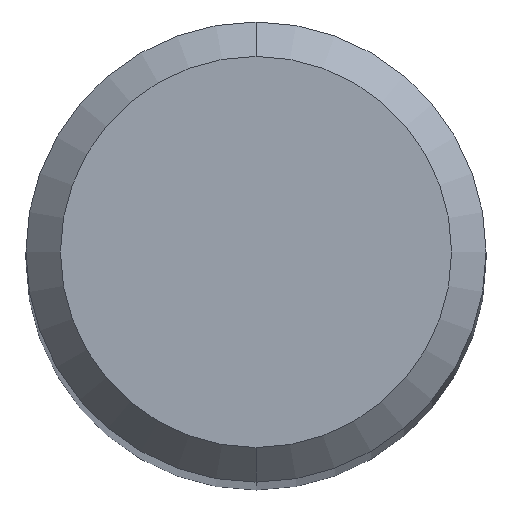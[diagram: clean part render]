
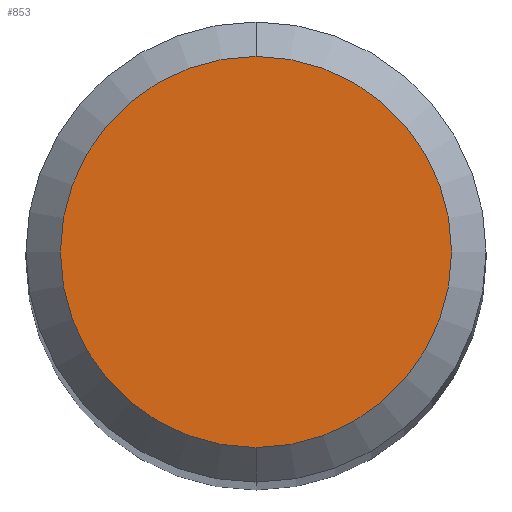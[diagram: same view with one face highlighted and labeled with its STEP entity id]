
A CAD part, top view. The second image highlights one B-rep face of the part: STEP entity #853.
In plain terms, the highlighted planar face has unit normal (0, 0, 1).
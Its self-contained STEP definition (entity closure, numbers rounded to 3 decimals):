
#513=VERTEX_POINT('',#1346);
#689=EDGE_CURVE('',#873,#513,#1540,.T.);
#853=ADVANCED_FACE('',(#1718),#1719,.T.);
#873=VERTEX_POINT('',#1740);
#1079=EDGE_CURVE('',#513,#873,#1962,.T.);
#1346=CARTESIAN_POINT('',(0.,-1.7,0.0));
#1540=CIRCLE('',#3315,1.7);
#1718=FACE_OUTER_BOUND('',#3860,.T.);
#1719=PLANE('',#3861);
#1740=CARTESIAN_POINT('',(0.0,1.7,0.0));
#1962=CIRCLE('',#5035,1.7);
#3315=AXIS2_PLACEMENT_3D('',#6004,#6005,#6006);
#3860=EDGE_LOOP('',(#6199,#6200));
#3861=AXIS2_PLACEMENT_3D('',#6201,#6202,#6203);
#5035=AXIS2_PLACEMENT_3D('',#6412,#6413,#6414);
#6004=CARTESIAN_POINT('',(0.0,0.0,0.0));
#6005=DIRECTION('',(0.0,0.0,-1.0));
#6006=DIRECTION('',(0.0,1.0,0.0));
#6199=ORIENTED_EDGE('',*,*,#689,.F.);
#6200=ORIENTED_EDGE('',*,*,#1079,.F.);
#6201=CARTESIAN_POINT('',(0.0,0.85,0.0));
#6202=DIRECTION('',(-0.0,0.0,1.0));
#6203=DIRECTION('',(0.0,-1.0,0.0));
#6412=CARTESIAN_POINT('',(0.0,0.0,0.0));
#6413=DIRECTION('',(0.0,0.0,-1.0));
#6414=DIRECTION('',(0.0,1.0,0.0));
